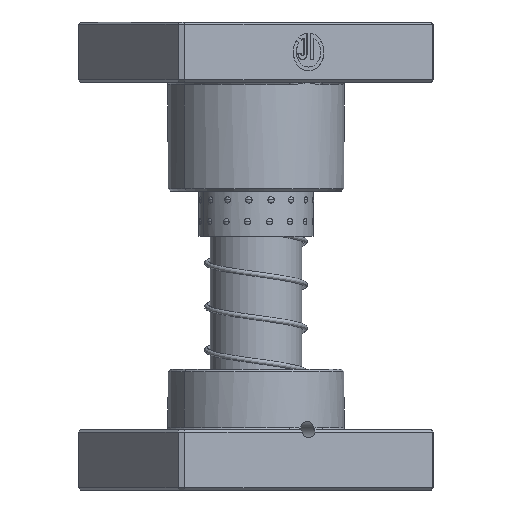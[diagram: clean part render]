
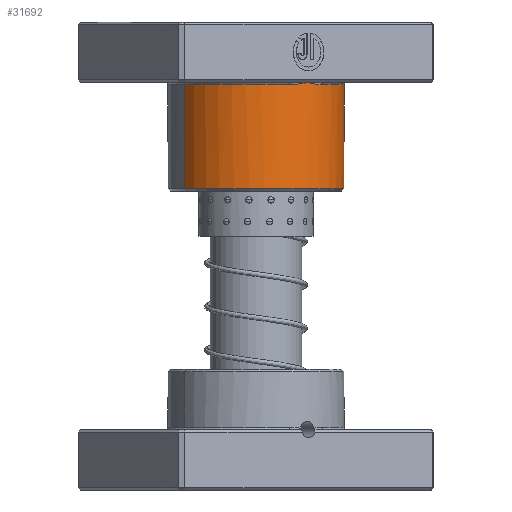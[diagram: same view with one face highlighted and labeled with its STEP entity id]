
A CAD part, front view. The second image highlights one B-rep face of the part: STEP entity #31692.
In plain terms, the highlighted cylindrical face has radius 36.5 mm (diameter 73 mm), a partial arc.
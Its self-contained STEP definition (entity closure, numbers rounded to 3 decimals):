
#341 = CARTESIAN_POINT ( 'NONE',  ( -8.373, 35.527, 26. ) ) ;
#1017 = ORIENTED_EDGE ( 'NONE', *, *, #18852, .T. ) ;
#1027 = CARTESIAN_POINT ( 'NONE',  ( -36.5, 0., 69. ) ) ;
#1393 = CARTESIAN_POINT ( 'NONE',  ( 4.89, 36.178, 25.754 ) ) ;
#1429 = CARTESIAN_POINT ( 'NONE',  ( -2.798, 36.399, 25.459 ) ) ;
#2421 = EDGE_CURVE ( 'NONE', #18043, #4440, #3226, .T. ) ;
#2865 = CIRCLE ( 'NONE', #9741, 36.5 ) ;
#3189 = DIRECTION ( 'NONE',  ( 1., 0., 0. ) ) ;
#3224 = CARTESIAN_POINT ( 'NONE',  ( 36.5, 0., 26. ) ) ;
#3226 = LINE ( 'NONE', #30858, #19544 ) ;
#4440 = VERTEX_POINT ( 'NONE', #3224 ) ;
#4681 = CARTESIAN_POINT ( 'NONE',  ( 1.403, 36.5, 25.235 ) ) ;
#4713 = CARTESIAN_POINT ( 'NONE',  ( -4.89, 36.178, 25.754 ) ) ;
#4995 = B_SPLINE_CURVE_WITH_KNOTS ( 'NONE', 3,
 ( #17693, #14406, #33997, #40534, #20978, #1429, #24241, #4713, #27562, #8044, #30826, #11318 ),
 .UNSPECIFIED., .F., .F.,
 ( 4, 2, 2, 2, 2, 4 ),
 ( 0., 0.001, 0.002, 0.004, 0.006, 0.008 ),
 .UNSPECIFIED. ) ;
#5621 = DIRECTION ( 'NONE',  ( -1., 0., 0. ) ) ;
#6097 = AXIS2_PLACEMENT_3D ( 'NONE', #28645, #9102, #31936 ) ;
#6933 = ORIENTED_EDGE ( 'NONE', *, *, #2421, .T. ) ;
#6996 = EDGE_LOOP ( 'NONE', ( #36212, #6933, #32217, #1017, #18355, #21105, #14561 ) ) ;
#7949 = EDGE_CURVE ( 'NONE', #15585, #17163, #4995, .T. ) ;
#8044 = CARTESIAN_POINT ( 'NONE',  ( -6.984, 35.833, 25.96 ) ) ;
#8239 = LINE ( 'NONE', #16329, #33274 ) ;
#9102 = DIRECTION ( 'NONE',  ( 0., 0., -1. ) ) ;
#9741 = AXIS2_PLACEMENT_3D ( 'NONE', #42268, #22682, #3189 ) ;
#10072 = FACE_OUTER_BOUND ( 'NONE', #6996, .T. ) ;
#10114 = CARTESIAN_POINT ( 'NONE',  ( 36.5, 0., 69. ) ) ;
#11318 = CARTESIAN_POINT ( 'NONE',  ( -8.373, 35.527, 26. ) ) ;
#12632 = AXIS2_PLACEMENT_3D ( 'NONE', #21866, #41429, #5621 ) ;
#14378 = CARTESIAN_POINT ( 'NONE',  ( 7.68, 35.69, 26. ) ) ;
#14406 = CARTESIAN_POINT ( 'NONE',  ( -0.349, 36.5, 25.059 ) ) ;
#14561 = ORIENTED_EDGE ( 'NONE', *, *, #34253, .F. ) ;
#15585 = VERTEX_POINT ( 'NONE', #29109 ) ;
#16198 = DIRECTION ( 'NONE',  ( 0., 0., -1. ) ) ;
#16329 = CARTESIAN_POINT ( 'NONE',  ( -36.5, 0., 70. ) ) ;
#17163 = VERTEX_POINT ( 'NONE', #341 ) ;
#17662 = AXIS2_PLACEMENT_3D ( 'NONE', #18635, #41484, #21921 ) ;
#17693 = CARTESIAN_POINT ( 'NONE',  ( 0., 36.5, 25. ) ) ;
#18043 = VERTEX_POINT ( 'NONE', #10114 ) ;
#18355 = ORIENTED_EDGE ( 'NONE', *, *, #7949, .T. ) ;
#18456 = CIRCLE ( 'NONE', #17662, 36.5 ) ;
#18635 = CARTESIAN_POINT ( 'NONE',  ( 0., 0., 26. ) ) ;
#18852 = EDGE_CURVE ( 'NONE', #34442, #15585, #39144, .T. ) ;
#19544 = VECTOR ( 'NONE', #34170, 1000. ) ;
#20015 = EDGE_CURVE ( 'NONE', #17163, #33561, #2865, .T. ) ;
#20252 = CARTESIAN_POINT ( 'NONE',  ( -36.5, 0., 26. ) ) ;
#20943 = CARTESIAN_POINT ( 'NONE',  ( 5.587, 36.077, 25.837 ) ) ;
#20978 = CARTESIAN_POINT ( 'NONE',  ( -1.75, 36.46, 25.291 ) ) ;
#21105 = ORIENTED_EDGE ( 'NONE', *, *, #20015, .T. ) ;
#21866 = CARTESIAN_POINT ( 'NONE',  ( 0., 0., 70. ) ) ;
#21921 = DIRECTION ( 'NONE',  ( 1., 0., 0. ) ) ;
#22682 = DIRECTION ( 'NONE',  ( 0., 0., 1. ) ) ;
#23237 = EDGE_CURVE ( 'NONE', #4440, #34442, #18456, .T. ) ;
#24204 = CARTESIAN_POINT ( 'NONE',  ( 2.798, 36.42, 25.47 ) ) ;
#24241 = CARTESIAN_POINT ( 'NONE',  ( -3.495, 36.339, 25.565 ) ) ;
#26408 = CYLINDRICAL_SURFACE ( 'NONE', #12632, 36.5 ) ;
#27531 = CARTESIAN_POINT ( 'NONE',  ( 0., 36.5, 25. ) ) ;
#27562 = CARTESIAN_POINT ( 'NONE',  ( -5.587, 36.077, 25.837 ) ) ;
#27699 = CARTESIAN_POINT ( 'NONE',  ( 8.373, 35.527, 26. ) ) ;
#28645 = CARTESIAN_POINT ( 'NONE',  ( 0., 0., 69. ) ) ;
#29109 = CARTESIAN_POINT ( 'NONE',  ( 0., 36.5, 25. ) ) ;
#30826 = CARTESIAN_POINT ( 'NONE',  ( -7.68, 35.69, 26. ) ) ;
#30858 = CARTESIAN_POINT ( 'NONE',  ( 36.5, 0., 70. ) ) ;
#31692 = ADVANCED_FACE ( 'NONE', ( #10072 ), #26408, .T. ) ;
#31936 = DIRECTION ( 'NONE',  ( 1., 0., 0. ) ) ;
#32217 = ORIENTED_EDGE ( 'NONE', *, *, #23237, .T. ) ;
#32991 = VERTEX_POINT ( 'NONE', #1027 ) ;
#33274 = VECTOR ( 'NONE', #16198, 1000. ) ;
#33561 = VERTEX_POINT ( 'NONE', #20252 ) ;
#33997 = CARTESIAN_POINT ( 'NONE',  ( -0.701, 36.495, 25.118 ) ) ;
#34170 = DIRECTION ( 'NONE',  ( 0., 0., -1. ) ) ;
#34253 = EDGE_CURVE ( 'NONE', #32991, #33561, #8239, .T. ) ;
#34442 = VERTEX_POINT ( 'NONE', #27699 ) ;
#36212 = ORIENTED_EDGE ( 'NONE', *, *, #41739, .T. ) ;
#37249 = CARTESIAN_POINT ( 'NONE',  ( 8.373, 35.527, 26. ) ) ;
#38123 = CIRCLE ( 'NONE', #6097, 36.5 ) ;
#39144 = B_SPLINE_CURVE_WITH_KNOTS ( 'NONE', 3,
 ( #37249, #14378, #40498, #20943, #1393, #24204, #4681, #27531 ),
 .UNSPECIFIED., .F., .F.,
 ( 4, 2, 2, 4 ),
 ( 0., 0.002, 0.004, 0.009 ),
 .UNSPECIFIED. ) ;
#40498 = CARTESIAN_POINT ( 'NONE',  ( 6.984, 35.833, 25.96 ) ) ;
#40534 = CARTESIAN_POINT ( 'NONE',  ( -1.4, 36.475, 25.234 ) ) ;
#41429 = DIRECTION ( 'NONE',  ( 0., 0., -1. ) ) ;
#41484 = DIRECTION ( 'NONE',  ( 0., 0., 1. ) ) ;
#41739 = EDGE_CURVE ( 'NONE', #32991, #18043, #38123, .T. ) ;
#42268 = CARTESIAN_POINT ( 'NONE',  ( 0., 0., 26. ) ) ;
